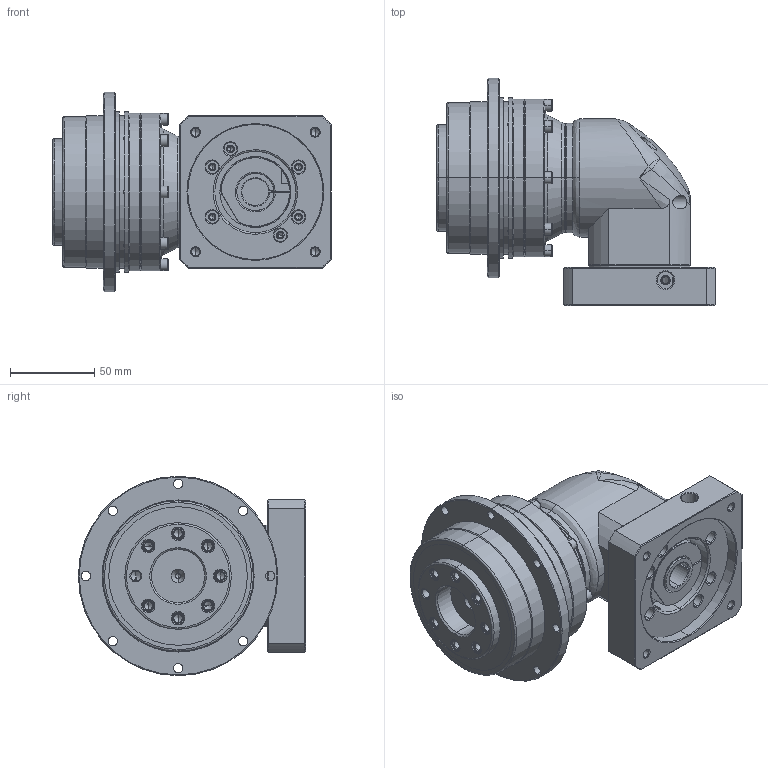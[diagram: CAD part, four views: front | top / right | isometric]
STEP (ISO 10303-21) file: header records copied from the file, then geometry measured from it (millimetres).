
FILE_DESCRIPTION (( 'STEP AP214' ), '1' );
FILE_NAME ('SDL090-L2-16-80-100M6.STEP', '2022-02-25T09:40:27', ( 'admin' ), ( '' ), 'SwSTEP 2.0', 'SolidWorks 2013', '' );
FILE_SCHEMA (( 'AUTOMOTIVE_DESIGN' ));
Length unit declared in the file: millimetre
Products named in the file (7): SDL060_X2_94DD58F3_X0_-19; SDL090-L2-16-80-100M6; SD090_X2_8F9351FA7AEF_X0_; 19_X2_8F6C_X0_16_X2_5957_X0_; SBL060-80-100M6; PB090_X2_4E007EA79F7F570863A5_X0_060; SBL060_X2_8F9351658F7495017D2773AF_X0_-19
Assembly tree (6 placements, depth 2):
  SDL090-L2-16-80-100M6
    SDL060_X2_94DD58F3_X0_-19
    SBL060_X2_8F9351658F7495017D2773AF_X0_-19
    PB090_X2_4E007EA79F7F570863A5_X0_060
    SBL060-80-100M6
    19_X2_8F6C_X0_16_X2_5957_X0_
    SD090_X2_8F9351FA7AEF_X0_
Bounding box: 165 x 134.5 x 118 mm (x, y, z)
Volume: 913222.3 mm3; surface area: 146477.9 mm2
Topology: 12 solids, 12 shells, 737 faces, 1803 edges, 1070 vertices
Faces by surface type: cylinder 285, cone 207, plane 186, bspline 57, torus 2
Entity records: 32792 total; most frequent: CARTESIAN_POINT 7460, DIRECTION 3676, ORIENTED_EDGE 3394, EDGE_CURVE 1697, AXIS2_PLACEMENT_3D 1479, VERTEX_POINT 1070, EDGE_LOOP 873, CIRCLE 790
